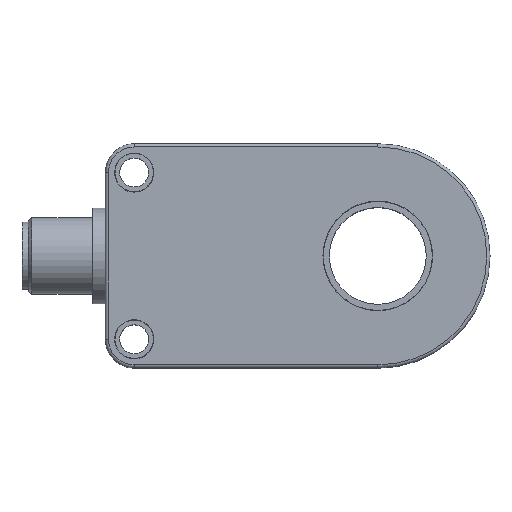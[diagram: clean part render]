
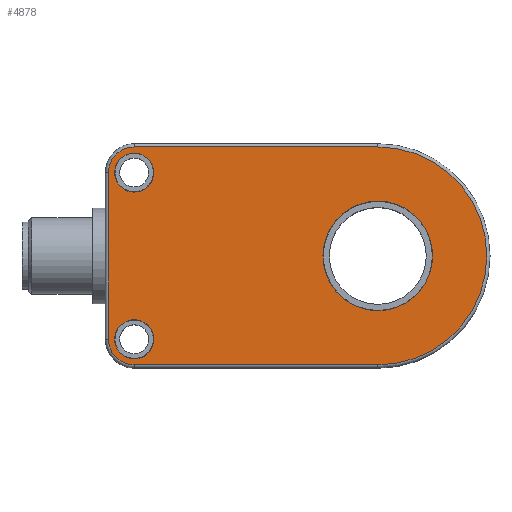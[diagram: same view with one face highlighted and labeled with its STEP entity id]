
A CAD part, top view. The second image highlights one B-rep face of the part: STEP entity #4878.
In plain terms, the highlighted planar face has unit normal (0, 0, 1).
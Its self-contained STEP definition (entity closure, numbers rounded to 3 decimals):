
#184=LINE('',#7982,#475);
#185=LINE('',#7986,#476);
#186=LINE('',#7989,#477);
#475=VECTOR('',#6490,38.);
#476=VECTOR('',#6493,26.);
#477=VECTOR('',#6496,38.);
#873=FACE_BOUND('',#1417,.T.);
#874=FACE_BOUND('',#1418,.T.);
#875=FACE_BOUND('',#1419,.T.);
#1058=FACE_OUTER_BOUND('',#1416,.T.);
#1416=EDGE_LOOP('',(#3641,#3642,#3643,#3644,#3645,#3646));
#1417=EDGE_LOOP('',(#3647));
#1418=EDGE_LOOP('',(#3648));
#1419=EDGE_LOOP('',(#3649));
#1653=CIRCLE('',#5129,8.55);
#1750=CIRCLE('',#5272,3.05);
#1759=CIRCLE('',#5282,3.05);
#1813=CIRCLE('',#5390,17.);
#1814=CIRCLE('',#5391,4.);
#1815=CIRCLE('',#5392,4.);
#1974=VERTEX_POINT('',#7370);
#2103=VERTEX_POINT('',#7710);
#2112=VERTEX_POINT('',#7735);
#2166=VERTEX_POINT('',#7978);
#2167=VERTEX_POINT('',#7979);
#2168=VERTEX_POINT('',#7981);
#2169=VERTEX_POINT('',#7983);
#2170=VERTEX_POINT('',#7985);
#2171=VERTEX_POINT('',#7987);
#2419=EDGE_CURVE('',#1974,#1974,#1653,.T.);
#2584=EDGE_CURVE('',#2103,#2103,#1750,.T.);
#2599=EDGE_CURVE('',#2112,#2112,#1759,.T.);
#2700=EDGE_CURVE('',#2166,#2167,#1813,.T.);
#2701=EDGE_CURVE('',#2168,#2166,#184,.T.);
#2702=EDGE_CURVE('',#2169,#2168,#1814,.T.);
#2703=EDGE_CURVE('',#2170,#2169,#185,.T.);
#2704=EDGE_CURVE('',#2171,#2170,#1815,.T.);
#2705=EDGE_CURVE('',#2167,#2171,#186,.T.);
#3641=ORIENTED_EDGE('',*,*,#2700,.F.);
#3642=ORIENTED_EDGE('',*,*,#2701,.F.);
#3643=ORIENTED_EDGE('',*,*,#2702,.F.);
#3644=ORIENTED_EDGE('',*,*,#2703,.F.);
#3645=ORIENTED_EDGE('',*,*,#2704,.F.);
#3646=ORIENTED_EDGE('',*,*,#2705,.F.);
#3647=ORIENTED_EDGE('',*,*,#2419,.F.);
#3648=ORIENTED_EDGE('',*,*,#2599,.T.);
#3649=ORIENTED_EDGE('',*,*,#2584,.T.);
#4372=PLANE('',#5389);
#4878=ADVANCED_FACE('',(#1058,#873,#874,#875),#4372,.T.);
#5129=AXIS2_PLACEMENT_3D('',#7371,#5855,#5856);
#5272=AXIS2_PLACEMENT_3D('',#7711,#6209,#6210);
#5282=AXIS2_PLACEMENT_3D('',#7736,#6235,#6236);
#5389=AXIS2_PLACEMENT_3D('',#7977,#6486,#6487);
#5390=AXIS2_PLACEMENT_3D('',#7980,#6488,#6489);
#5391=AXIS2_PLACEMENT_3D('',#7984,#6491,#6492);
#5392=AXIS2_PLACEMENT_3D('',#7988,#6494,#6495);
#5855=DIRECTION('center_axis',(0.,0.,1.));
#5856=DIRECTION('ref_axis',(1.,0.,0.));
#6209=DIRECTION('center_axis',(0.,0.,-1.));
#6210=DIRECTION('ref_axis',(-1.,0.,0.));
#6235=DIRECTION('center_axis',(0.,0.,-1.));
#6236=DIRECTION('ref_axis',(-1.,0.,0.));
#6486=DIRECTION('center_axis',(0.,0.,1.));
#6487=DIRECTION('ref_axis',(1.,0.,0.));
#6488=DIRECTION('center_axis',(0.,0.,-1.));
#6489=DIRECTION('ref_axis',(1.,0.,0.));
#6490=DIRECTION('',(1.,0.,0.));
#6491=DIRECTION('center_axis',(0.,0.,-1.));
#6492=DIRECTION('ref_axis',(-0.707,0.707,0.));
#6493=DIRECTION('',(0.,1.,0.));
#6494=DIRECTION('center_axis',(0.,0.,-1.));
#6495=DIRECTION('ref_axis',(-0.707,-0.707,0.));
#6496=DIRECTION('',(-1.,0.,0.));
#7370=CARTESIAN_POINT('',(33.95,17.5,20.));
#7371=CARTESIAN_POINT('Origin',(42.5,17.5,20.));
#7710=CARTESIAN_POINT('',(7.55,30.5,20.));
#7711=CARTESIAN_POINT('Origin',(4.5,30.5,20.));
#7735=CARTESIAN_POINT('',(7.55,4.5,20.));
#7736=CARTESIAN_POINT('Origin',(4.5,4.5,20.));
#7977=CARTESIAN_POINT('Origin',(24.921,17.5,20.));
#7978=CARTESIAN_POINT('',(42.5,34.5,20.));
#7979=CARTESIAN_POINT('',(42.5,0.5,20.));
#7980=CARTESIAN_POINT('Origin',(42.5,17.5,20.));
#7981=CARTESIAN_POINT('',(4.5,34.5,20.));
#7982=CARTESIAN_POINT('',(33.71,34.5,20.));
#7983=CARTESIAN_POINT('',(0.5,30.5,20.));
#7984=CARTESIAN_POINT('Origin',(4.5,30.5,20.));
#7985=CARTESIAN_POINT('',(0.5,4.5,20.));
#7986=CARTESIAN_POINT('',(0.5,26.25,20.));
#7987=CARTESIAN_POINT('',(4.5,0.5,20.));
#7988=CARTESIAN_POINT('Origin',(4.5,4.5,20.));
#7989=CARTESIAN_POINT('',(12.46,0.5,20.));
